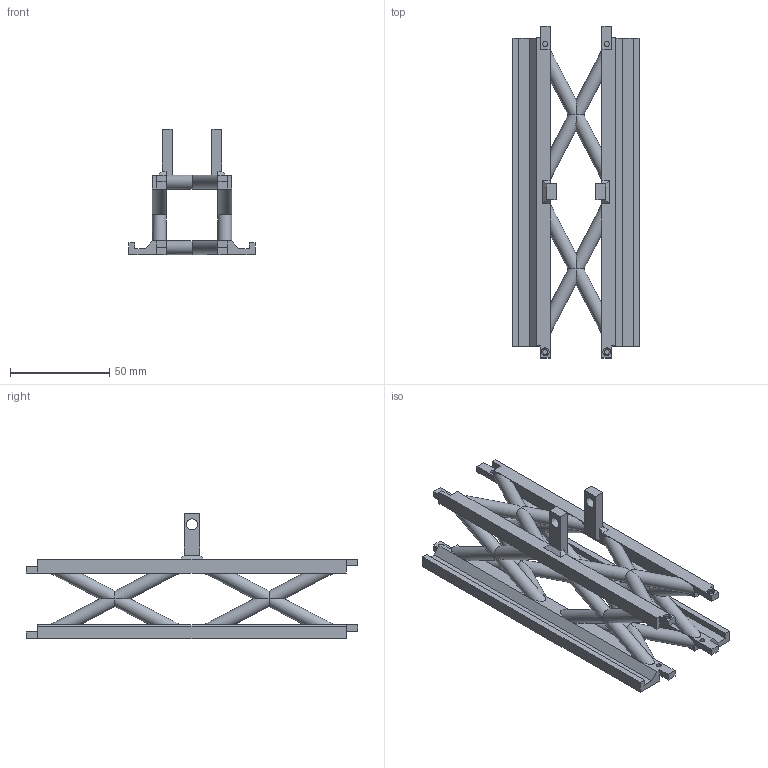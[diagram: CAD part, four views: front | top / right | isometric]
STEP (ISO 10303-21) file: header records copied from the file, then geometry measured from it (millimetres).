
FILE_DESCRIPTION(/* description */ (''),/* implementation_level */ '2;1');
FILE_NAME(/* name */ 'Jib_pulley_2.step',/* time_stamp */ '2025-11-26T20:42:13+07:00',/* author */ (''),/* organization */ (''),/* preprocessor_version */ 'ST-DEVELOPER v20.1',/* originating_system */ 'Autodesk Translation Framework v14.21.0.0',/* authorisation */ '');
FILE_SCHEMA (('AUTOMOTIVE_DESIGN { 1 0 10303 214 3 1 1 }'));
Length unit declared in the file: millimetre
Products named in the file (1): Jib_pulley
Bounding box: 63.5 x 167 x 63 mm (x, y, z)
Volume: 80505.5 mm3; surface area: 44061.4 mm2
Topology: 1 solids, 1 shells, 184 faces, 534 edges, 314 vertices
Faces by surface type: plane 138, cylinder 46
Full cylindrical faces by diameter (mm): 2.5 x8, 4 x4, 5.5 x2, 7 x32
Entity records: 6113 total; most frequent: DIRECTION 1090, ORIENTED_EDGE 1068, CARTESIAN_POINT 1033, EDGE_CURVE 534, AXIS2_PLACEMENT_3D 371, LINE 348, VECTOR 348, VERTEX_POINT 314
